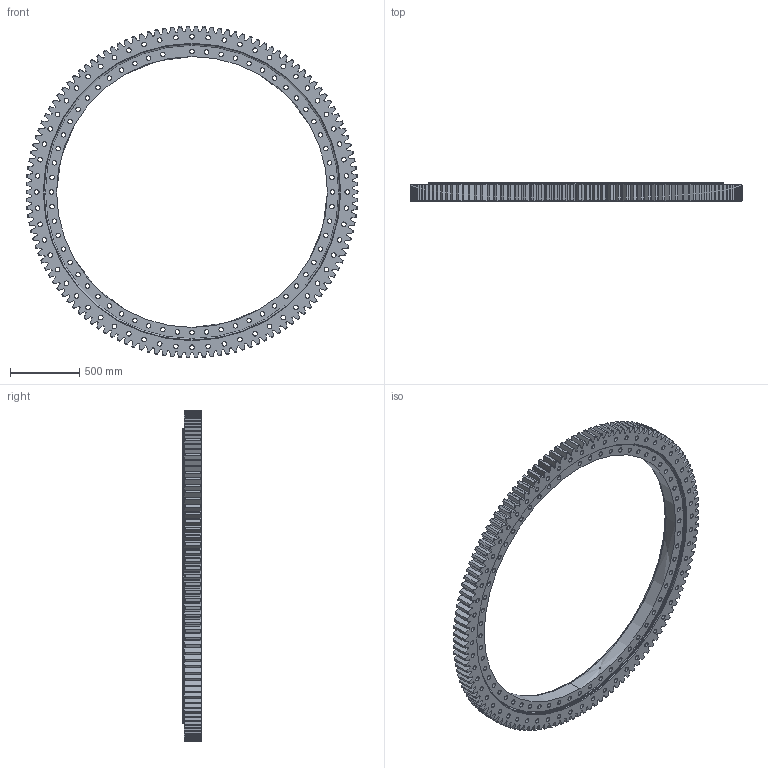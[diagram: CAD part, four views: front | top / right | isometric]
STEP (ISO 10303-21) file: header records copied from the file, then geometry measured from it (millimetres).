
FILE_DESCRIPTION (( 'STEP AP203' ), '1' );
FILE_NAME ('01-2130-00.STEP', '2017-12-26T11:00:57', ( 'defontaine' ), ( 'Hewlett-Packard Company' ), 'SwSTEP 2.0', 'SolidWorks 2016', '' );
FILE_SCHEMA (( 'CONFIG_CONTROL_DESIGN' ));
Length unit declared in the file: millimetre
Products named in the file (1): 01-2130-00
Bounding box: 2389.99 x 130 x 2389.66 mm (x, y, z)
Volume: 129265349.2 mm3; surface area: 8790271.7 mm2
Topology: 5 solids, 5 shells, 1091 faces, 3220 edges, 2137 vertices
Faces by surface type: cylinder 529, plane 274, cone 268, torus 18, sphere 2
Entity records: 38728 total; most frequent: CARTESIAN_POINT 8793, ORIENTED_EDGE 6430, DIRECTION 6209, EDGE_CURVE 3215, AXIS2_PLACEMENT_3D 2446, VERTEX_POINT 2134, CIRCLE 1354, EDGE_LOOP 1349
